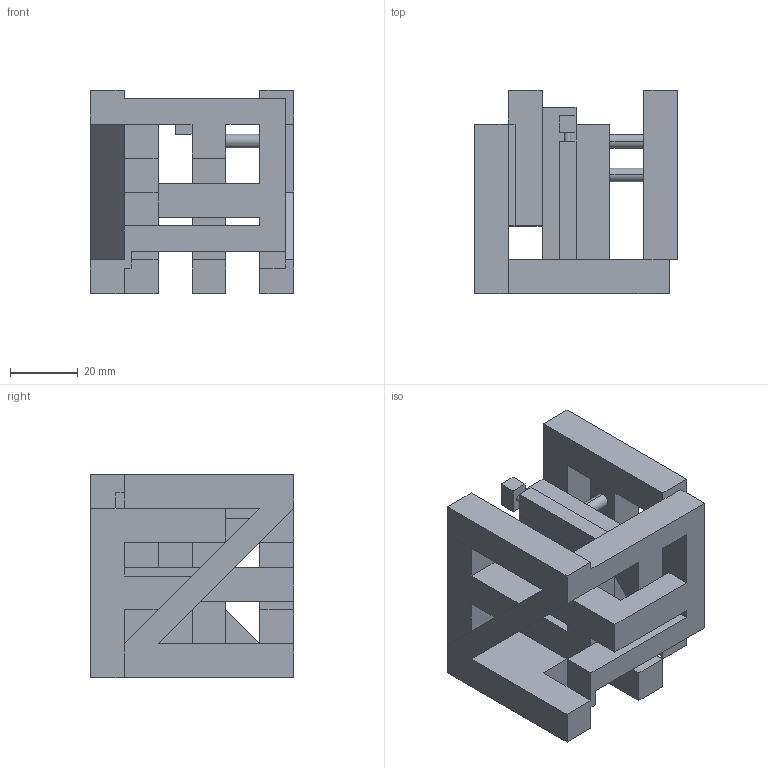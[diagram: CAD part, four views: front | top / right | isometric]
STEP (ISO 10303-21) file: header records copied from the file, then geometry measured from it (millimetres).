
FILE_DESCRIPTION((''),'2;1');
FILE_NAME('CUBELO_V02','2023-03-20T14:44:03',('EQ000357'),('TE Connectivity Ltd.'),'CREO PARAMETRIC BY PTC INC, 2022024','CREO PARAMETRIC BY PTC INC, 2022024','');
FILE_SCHEMA(('AUTOMOTIVE_DESIGN { 1 0 10303 214 1 1 1 1 }'));
Length unit declared in the file: millimetre
Products named in the file (1): CUBELO_V02
Bounding box: 60 x 60 x 60 mm (x, y, z)
Volume: 77369.2 mm3; surface area: 31197.2 mm2
Topology: 1 solids, 1 shells, 97 faces, 297 edges, 190 vertices
Faces by surface type: plane 91, cylinder 6
Entity records: 3458 total; most frequent: ORIENTED_EDGE 588, CARTESIAN_POINT 581, DIRECTION 505, EDGE_CURVE 294, VECTOR 285, LINE 285, VERTEX_POINT 184, COLOUR_RGB 128
